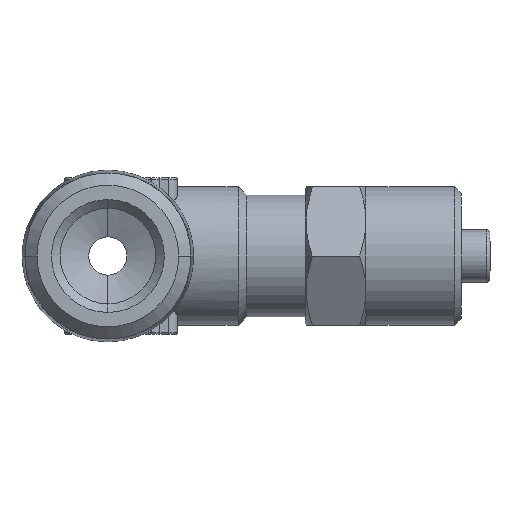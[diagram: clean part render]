
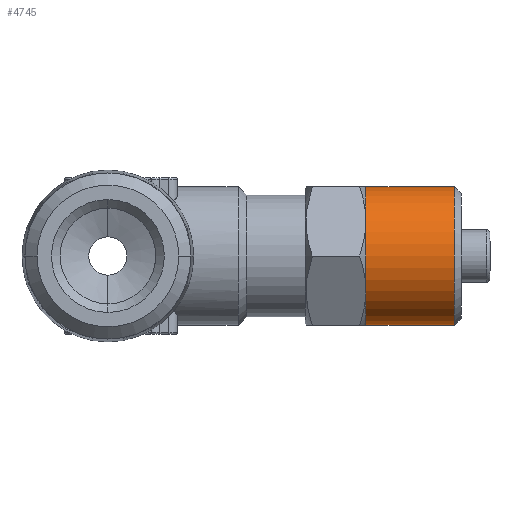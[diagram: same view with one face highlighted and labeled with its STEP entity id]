
A CAD part, left-side view. The second image highlights one B-rep face of the part: STEP entity #4745.
In plain terms, the highlighted cylindrical face has radius 4 mm (diameter 8 mm), a partial arc.
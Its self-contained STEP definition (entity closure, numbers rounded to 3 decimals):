
#189 = ORIENTED_EDGE ( 'NONE', *, *, #3264, .T. ) ;
#190 = ORIENTED_EDGE ( 'NONE', *, *, #3261, .F. ) ;
#191 = ORIENTED_EDGE ( 'NONE', *, *, #3262, .T. ) ;
#192 = ORIENTED_EDGE ( 'NONE', *, *, #3260, .F. ) ;
#193 = ORIENTED_EDGE ( 'NONE', *, *, #3259, .F. ) ;
#194 = ORIENTED_EDGE ( 'NONE', *, *, #3258, .F. ) ;
#1063 = CARTESIAN_POINT ( 'NONE',  ( -3.464, -14.852, -2. ) ) ;
#1064 = CARTESIAN_POINT ( 'NONE',  ( 0., -14.852, -4. ) ) ;
#1074 = AXIS2_PLACEMENT_3D ( 'NONE', #4551, #4552, #4553 ) ;
#1076 = VECTOR ( 'NONE', #4548, 1000. ) ;
#1078 = CIRCLE ( 'NONE', #1074, 4. ) ;
#1079 = AXIS2_PLACEMENT_3D ( 'NONE', #4544, #4545, #4546 ) ;
#1080 = CIRCLE ( 'NONE', #1079, 4. ) ;
#1081 = AXIS2_PLACEMENT_3D ( 'NONE', #4541, #4542, #4543 ) ;
#1082 = CIRCLE ( 'NONE', #1081, 4. ) ;
#1083 = AXIS2_PLACEMENT_3D ( 'NONE', #4538, #4539, #4540 ) ;
#1084 = VECTOR ( 'NONE', #4537, 1000. ) ;
#1102 = CIRCLE ( 'NONE', #1083, 4. ) ;
#1352 = VERTEX_POINT ( 'NONE', #1063 ) ;
#1353 = VERTEX_POINT ( 'NONE', #1064 ) ;
#1520 = AXIS2_PLACEMENT_3D ( 'NONE', #2518, #2519, #2520 ) ;
#1586 = CARTESIAN_POINT ( 'NONE',  ( -3.464, -14.852, 2. ) ) ;
#1587 = CARTESIAN_POINT ( 'NONE',  ( 0., -14.852, 4. ) ) ;
#1588 = CARTESIAN_POINT ( 'NONE',  ( 0., -19.952, -4. ) ) ;
#1589 = CARTESIAN_POINT ( 'NONE',  ( 0., -19.952, 4. ) ) ;
#1765 = VERTEX_POINT ( 'NONE', #1586 ) ;
#1766 = VERTEX_POINT ( 'NONE', #1587 ) ;
#1767 = VERTEX_POINT ( 'NONE', #1588 ) ;
#1768 = VERTEX_POINT ( 'NONE', #1589 ) ;
#2027 = LINE ( 'NONE', #4536, #1084 ) ;
#2028 = LINE ( 'NONE', #4547, #1076 ) ;
#2237 = FACE_OUTER_BOUND ( 'NONE', #3993, .T. ) ;
#2238 = CYLINDRICAL_SURFACE ( 'NONE', #1520, 4. ) ;
#2518 = CARTESIAN_POINT ( 'NONE',  ( 0., -8.933, 0. ) ) ;
#2519 = DIRECTION ( 'NONE',  ( 0., 1., 0. ) ) ;
#2520 = DIRECTION ( 'NONE',  ( 0., 0., -1. ) ) ;
#3258 = EDGE_CURVE ( 'NONE', #1767, #1353, #2027, .T. ) ;
#3259 = EDGE_CURVE ( 'NONE', #1353, #1352, #1102, .T. ) ;
#3260 = EDGE_CURVE ( 'NONE', #1352, #1765, #1082, .T. ) ;
#3261 = EDGE_CURVE ( 'NONE', #1765, #1766, #1080, .T. ) ;
#3262 = EDGE_CURVE ( 'NONE', #1768, #1766, #2028, .T. ) ;
#3264 = EDGE_CURVE ( 'NONE', #1767, #1768, #1078, .T. ) ;
#3993 = EDGE_LOOP ( 'NONE', ( #189, #191, #190, #192, #193, #194 ) ) ;
#4536 = CARTESIAN_POINT ( 'NONE',  ( 0., -8.933, -4. ) ) ;
#4537 = DIRECTION ( 'NONE',  ( 0., 1., 0. ) ) ;
#4538 = CARTESIAN_POINT ( 'NONE',  ( 0., -14.852, 0. ) ) ;
#4539 = DIRECTION ( 'NONE',  ( 0., 1., 0. ) ) ;
#4540 = DIRECTION ( 'NONE',  ( 0., 0., -1. ) ) ;
#4541 = CARTESIAN_POINT ( 'NONE',  ( 0., -14.852, 0. ) ) ;
#4542 = DIRECTION ( 'NONE',  ( 0., 1., 0. ) ) ;
#4543 = DIRECTION ( 'NONE',  ( 0., 0., -1. ) ) ;
#4544 = CARTESIAN_POINT ( 'NONE',  ( 0., -14.852, 0. ) ) ;
#4545 = DIRECTION ( 'NONE',  ( 0., 1., 0. ) ) ;
#4546 = DIRECTION ( 'NONE',  ( 0., 0., -1. ) ) ;
#4547 = CARTESIAN_POINT ( 'NONE',  ( 0., -8.933, 4. ) ) ;
#4548 = DIRECTION ( 'NONE',  ( 0., 1., 0. ) ) ;
#4551 = CARTESIAN_POINT ( 'NONE',  ( 0., -19.952, 0. ) ) ;
#4552 = DIRECTION ( 'NONE',  ( 0., 1., 0. ) ) ;
#4553 = DIRECTION ( 'NONE',  ( 0., 0., -1. ) ) ;
#4745 = ADVANCED_FACE ( 'NONE', ( #2237 ), #2238, .T. ) ;
